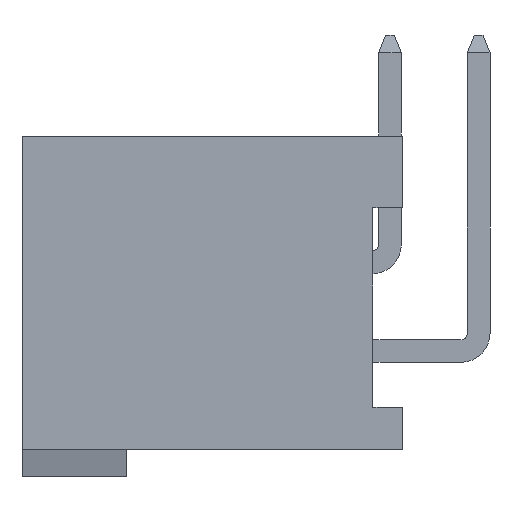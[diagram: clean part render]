
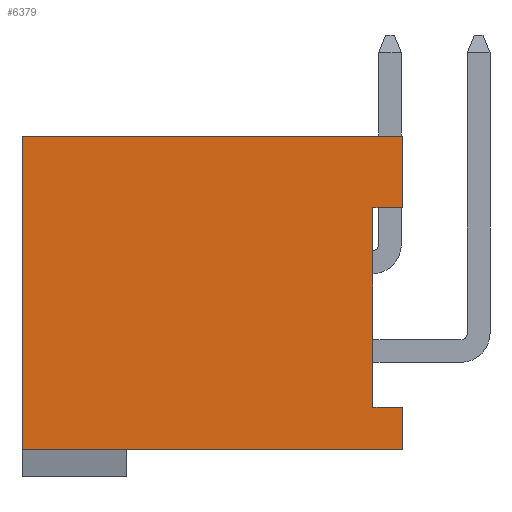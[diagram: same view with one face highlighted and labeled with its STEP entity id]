
A CAD part, left-side view. The second image highlights one B-rep face of the part: STEP entity #6379.
In plain terms, the highlighted planar face has unit normal (-1, 0, 0).
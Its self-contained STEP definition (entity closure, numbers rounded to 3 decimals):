
#677=DIRECTION('',(0.,0.,1.));
#678=VECTOR('',#677,2.05);
#679=CARTESIAN_POINT('',(-12.6,-5.45,2.825));
#680=LINE('',#679,#678);
#697=DIRECTION('',(0.,0.,1.));
#698=VECTOR('',#697,1.225);
#699=CARTESIAN_POINT('',(-12.6,-5.45,-4.1));
#700=LINE('',#699,#698);
#721=DIRECTION('',(0.,-1.,0.));
#722=VECTOR('',#721,10.9);
#723=CARTESIAN_POINT('',(-12.6,5.45,-4.1));
#724=LINE('',#723,#722);
#725=DIRECTION('',(0.,0.,1.));
#726=VECTOR('',#725,8.975);
#727=CARTESIAN_POINT('',(-12.6,5.45,-4.1));
#728=LINE('',#727,#726);
#729=DIRECTION('',(0.,1.,0.));
#730=VECTOR('',#729,0.85);
#731=CARTESIAN_POINT('',(-12.6,-5.45,2.825));
#732=LINE('',#731,#730);
#733=DIRECTION('',(0.,0.,1.));
#734=VECTOR('',#733,5.7);
#735=CARTESIAN_POINT('',(-12.6,-4.6,-2.875));
#736=LINE('',#735,#734);
#737=DIRECTION('',(0.,1.,0.));
#738=VECTOR('',#737,0.85);
#739=CARTESIAN_POINT('',(-12.6,-5.45,-2.875));
#740=LINE('',#739,#738);
#745=DIRECTION('',(0.,-1.,0.));
#746=VECTOR('',#745,10.9);
#747=CARTESIAN_POINT('',(-12.6,5.45,4.875));
#748=LINE('',#747,#746);
#4265=CARTESIAN_POINT('',(-12.6,5.45,4.875));
#4266=CARTESIAN_POINT('',(-12.6,-5.45,4.875));
#4267=VERTEX_POINT('',#4265);
#4268=VERTEX_POINT('',#4266);
#4285=CARTESIAN_POINT('',(-12.6,-5.45,-2.875));
#4286=CARTESIAN_POINT('',(-12.6,-4.6,-2.875));
#4287=VERTEX_POINT('',#4285);
#4288=VERTEX_POINT('',#4286);
#4289=CARTESIAN_POINT('',(-12.6,-4.6,2.825));
#4290=VERTEX_POINT('',#4289);
#4291=CARTESIAN_POINT('',(-12.6,-5.45,2.825));
#4292=VERTEX_POINT('',#4291);
#4379=CARTESIAN_POINT('',(-12.6,5.45,-4.1));
#4380=CARTESIAN_POINT('',(-12.6,-5.45,-4.1));
#4381=VERTEX_POINT('',#4379);
#4382=VERTEX_POINT('',#4380);
#6362=CARTESIAN_POINT('',(-12.6,5.45,-4.875));
#6363=DIRECTION('',(-1.,0.,0.));
#6364=DIRECTION('',(0.,-1.,0.));
#6365=AXIS2_PLACEMENT_3D('',#6362,#6363,#6364);
#6366=PLANE('',#6365);
#6367=ORIENTED_EDGE('',*,*,#5767,.F.);
#6368=ORIENTED_EDGE('',*,*,#5655,.T.);
#6370=ORIENTED_EDGE('',*,*,#6369,.T.);
#6371=ORIENTED_EDGE('',*,*,#6314,.F.);
#6372=ORIENTED_EDGE('',*,*,#6035,.T.);
#6373=ORIENTED_EDGE('',*,*,#6076,.F.);
#6375=ORIENTED_EDGE('',*,*,#6374,.F.);
#6376=ORIENTED_EDGE('',*,*,#6341,.F.);
#6377=EDGE_LOOP('',(#6367,#6368,#6370,#6371,#6372,#6373,#6375,#6376));
#6378=FACE_OUTER_BOUND('',#6377,.F.);
#6379=ADVANCED_FACE('',(#6378),#6366,.T.);
#5655=EDGE_CURVE('',#4381,#4267,#728,.T.);
#5767=EDGE_CURVE('',#4381,#4382,#724,.T.);
#6035=EDGE_CURVE('',#4292,#4290,#732,.T.);
#6076=EDGE_CURVE('',#4288,#4290,#736,.T.);
#6314=EDGE_CURVE('',#4292,#4268,#680,.T.);
#6341=EDGE_CURVE('',#4382,#4287,#700,.T.);
#6369=EDGE_CURVE('',#4267,#4268,#748,.T.);
#6374=EDGE_CURVE('',#4287,#4288,#740,.T.);
